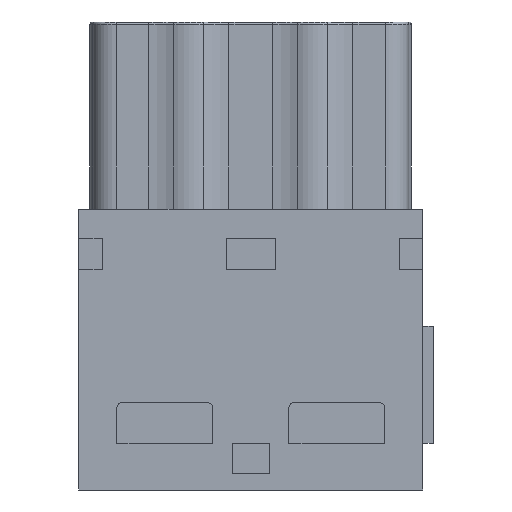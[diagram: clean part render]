
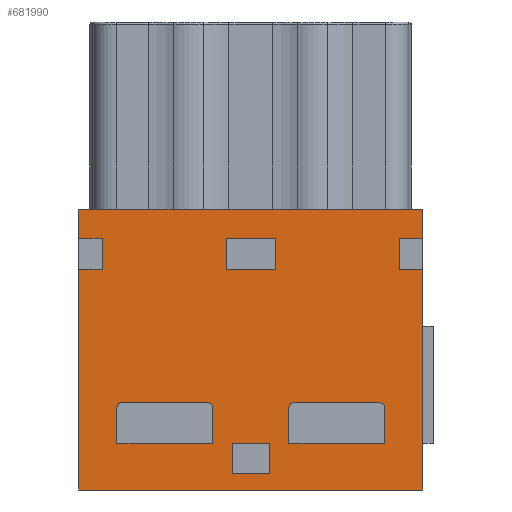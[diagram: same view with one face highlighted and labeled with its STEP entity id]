
A CAD part, front view. The second image highlights one B-rep face of the part: STEP entity #681990.
In plain terms, the highlighted face is planar.
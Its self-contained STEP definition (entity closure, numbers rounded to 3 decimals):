
#1240=CARTESIAN_POINT('',(52.288,27.057,-32.));
#1250=VERTEX_POINT('',#1240);
#1280=CARTESIAN_POINT('',(24.223,27.057,-32.));
#1290=DIRECTION('',(1.,0.,0.));
#1300=VECTOR('',#1290,1.);
#1310=LINE('',#1280,#1300);
#1320=CARTESIAN_POINT('',(45.088,27.057,-32.));
#1330=VERTEX_POINT('',#1320);
#1340=EDGE_CURVE('',#1330,#1250,#1310,.T.);
#1710=CARTESIAN_POINT('',(52.788,23.557,-32.));
#1720=VERTEX_POINT('',#1710);
#1750=CARTESIAN_POINT('',(52.788,61.457,-32.));
#1760=DIRECTION('',(0.,-1.,0.));
#1770=VECTOR('',#1760,1.);
#1780=LINE('',#1750,#1770);
#1790=CARTESIAN_POINT('',(52.788,26.557,-32.));
#1800=VERTEX_POINT('',#1790);
#1810=EDGE_CURVE('',#1800,#1720,#1780,.T.);
#3510=CARTESIAN_POINT('',(45.088,26.557,-32.));
#3520=DIRECTION('',(0.,0.,1.));
#3530=DIRECTION('',(0.,1.,0.));
#3540=AXIS2_PLACEMENT_3D('',#3510,#3520,#3530);
#3550=CIRCLE('',#3540,0.5);
#3560=CARTESIAN_POINT('',(44.588,26.557,-32.));
#3570=VERTEX_POINT('',#3560);
#3580=EDGE_CURVE('',#1330,#3570,#3550,.T.);
#4160=CARTESIAN_POINT('',(52.288,26.557,-32.));
#4170=DIRECTION('',(0.,0.,-1.));
#4180=DIRECTION('',(0.,-1.,0.));
#4190=AXIS2_PLACEMENT_3D('',#4160,#4170,#4180);
#4200=CIRCLE('',#4190,0.5);
#4210=EDGE_CURVE('',#1250,#1800,#4200,.T.);
#4610=CARTESIAN_POINT('',(54.048,41.057,-32.));
#4620=VERTEX_POINT('',#4610);
#4650=CARTESIAN_POINT('',(54.048,24.057,-32.));
#4660=DIRECTION('',(0.,1.,0.));
#4670=VECTOR('',#4660,1.);
#4680=LINE('',#4650,#4670);
#4690=CARTESIAN_POINT('',(54.048,38.407,-32.));
#4700=VERTEX_POINT('',#4690);
#4710=EDGE_CURVE('',#4700,#4620,#4680,.T.);
#7370=CARTESIAN_POINT('',(26.648,19.557,-32.));
#7380=VERTEX_POINT('',#7370);
#7410=CARTESIAN_POINT('',(26.648,41.057,-32.));
#7420=DIRECTION('',(0.,-1.,0.));
#7430=VECTOR('',#7420,1.);
#7440=LINE('',#7410,#7430);
#7450=CARTESIAN_POINT('',(26.648,38.407,-32.));
#7460=VERTEX_POINT('',#7450);
#7470=EDGE_CURVE('',#7460,#7380,#7440,.T.);
#7690=CARTESIAN_POINT('',(26.648,41.057,-32.));
#7700=VERTEX_POINT('',#7690);
#7730=CARTESIAN_POINT('',(26.648,43.557,-32.));
#7740=VERTEX_POINT('',#7730);
#7750=EDGE_CURVE('',#7740,#7700,#7440,.T.);
#12220=CARTESIAN_POINT('',(56.048,43.557,-32.));
#12230=VERTEX_POINT('',#12220);
#12260=CARTESIAN_POINT('',(56.048,41.057,-32.));
#12270=DIRECTION('',(0.,-1.,0.));
#12280=VECTOR('',#12270,1.);
#12290=LINE('',#12260,#12280);
#12300=CARTESIAN_POINT('',(56.048,41.057,-32.));
#12310=VERTEX_POINT('',#12300);
#12320=EDGE_CURVE('',#12230,#12310,#12290,.T.);
#12540=CARTESIAN_POINT('',(56.048,38.407,-32.));
#12550=VERTEX_POINT('',#12540);
#12580=CARTESIAN_POINT('',(56.048,19.557,-32.));
#12590=VERTEX_POINT('',#12580);
#12600=EDGE_CURVE('',#12550,#12590,#12290,.T.);
#15530=CARTESIAN_POINT('',(42.948,23.557,-32.));
#15540=VERTEX_POINT('',#15530);
#15570=CARTESIAN_POINT('',(40.644,23.557,-32.));
#15580=DIRECTION('',(1.,0.,0.));
#15590=VECTOR('',#15580,1.);
#15600=LINE('',#15570,#15590);
#15610=CARTESIAN_POINT('',(39.748,23.557,-32.));
#15620=VERTEX_POINT('',#15610);
#15630=EDGE_CURVE('',#15620,#15540,#15600,.T.);
#17200=CARTESIAN_POINT('',(38.088,61.457,-32.));
#17210=DIRECTION('',(0.,-1.,0.));
#17220=VECTOR('',#17210,1.);
#17230=LINE('',#17200,#17220);
#17240=CARTESIAN_POINT('',(38.088,26.557,-32.));
#17250=VERTEX_POINT('',#17240);
#17260=CARTESIAN_POINT('',(38.088,23.557,-32.));
#17270=VERTEX_POINT('',#17260);
#17280=EDGE_CURVE('',#17250,#17270,#17230,.T.);
#90990=CARTESIAN_POINT('',(40.644,38.407,-32.));
#91000=DIRECTION('',(-1.,-0.,0.));
#91010=VECTOR('',#91000,1.);
#91020=LINE('',#90990,#91010);
#91030=CARTESIAN_POINT('',(28.648,38.407,-32.));
#91040=VERTEX_POINT('',#91030);
#91050=EDGE_CURVE('',#91040,#7460,#91020,.T.);
#92990=CARTESIAN_POINT('',(28.648,24.057,-32.));
#93000=DIRECTION('',(0.,-1.,0.));
#93010=VECTOR('',#93000,1.);
#93020=LINE('',#92990,#93010);
#93030=CARTESIAN_POINT('',(28.648,41.057,-32.));
#93040=VERTEX_POINT('',#93030);
#93050=EDGE_CURVE('',#93040,#91040,#93020,.T.);
#105400=CARTESIAN_POINT('',(39.748,20.957,-32.));
#105410=VERTEX_POINT('',#105400);
#105440=CARTESIAN_POINT('',(40.644,20.957,-32.));
#105450=DIRECTION('',(-1.,-0.,0.));
#105460=VECTOR('',#105450,1.);
#105470=LINE('',#105440,#105460);
#105480=CARTESIAN_POINT('',(42.948,20.957,-32.));
#105490=VERTEX_POINT('',#105480);
#105500=EDGE_CURVE('',#105490,#105410,#105470,.T.);
#656340=CARTESIAN_POINT('',(30.388,27.057,-32.));
#656350=VERTEX_POINT('',#656340);
#656360=CARTESIAN_POINT('',(37.588,27.057,-32.));
#656370=VERTEX_POINT('',#656360);
#656380=EDGE_CURVE('',#656350,#656370,#1310,.T.);
#657650=CARTESIAN_POINT('',(44.588,61.457,-32.));
#657660=DIRECTION('',(0.,-1.,0.));
#657670=VECTOR('',#657660,1.);
#657680=LINE('',#657650,#657670);
#657690=CARTESIAN_POINT('',(44.588,23.557,-32.));
#657700=VERTEX_POINT('',#657690);
#657710=EDGE_CURVE('',#3570,#657700,#657680,.T.);
#660130=CARTESIAN_POINT('',(29.888,61.457,-32.));
#660140=DIRECTION('',(0.,-1.,0.));
#660150=VECTOR('',#660140,1.);
#660160=LINE('',#660130,#660150);
#660170=CARTESIAN_POINT('',(29.888,26.557,-32.));
#660180=VERTEX_POINT('',#660170);
#660190=CARTESIAN_POINT('',(29.888,23.557,-32.));
#660200=VERTEX_POINT('',#660190);
#660210=EDGE_CURVE('',#660180,#660200,#660160,.T.);
#666260=CARTESIAN_POINT('',(30.388,26.557,-32.));
#666270=DIRECTION('',(0.,0.,1.));
#666280=DIRECTION('',(0.,1.,0.));
#666290=AXIS2_PLACEMENT_3D('',#666260,#666270,#666280);
#666300=CIRCLE('',#666290,0.5);
#666310=EDGE_CURVE('',#656350,#660180,#666300,.T.);
#674910=CARTESIAN_POINT('',(43.448,38.407,-32.));
#674920=VERTEX_POINT('',#674910);
#674970=CARTESIAN_POINT('',(43.448,24.057,-32.));
#674980=DIRECTION('',(0.,-1.,0.));
#674990=VECTOR('',#674980,1.);
#675000=LINE('',#674970,#674990);
#675010=CARTESIAN_POINT('',(43.448,41.057,-32.));
#675020=VERTEX_POINT('',#675010);
#675030=EDGE_CURVE('',#675020,#674920,#675000,.T.);
#678830=CARTESIAN_POINT('',(39.248,38.407,-32.));
#678840=VERTEX_POINT('',#678830);
#678870=CARTESIAN_POINT('',(43.982,38.407,-32.));
#678880=DIRECTION('',(-1.,-0.,0.));
#678890=VECTOR('',#678880,1.);
#678900=LINE('',#678870,#678890);
#678910=EDGE_CURVE('',#674920,#678840,#678900,.T.);
#679560=CARTESIAN_POINT('',(39.248,41.057,-32.));
#679570=VERTEX_POINT('',#679560);
#679600=CARTESIAN_POINT('',(39.248,24.057,-32.));
#679610=DIRECTION('',(0.,1.,0.));
#679620=VECTOR('',#679610,1.);
#679630=LINE('',#679600,#679620);
#679640=EDGE_CURVE('',#678840,#679570,#679630,.T.);
#679840=CARTESIAN_POINT('',(37.588,26.557,-32.));
#679850=DIRECTION('',(0.,0.,-1.));
#679860=DIRECTION('',(0.,-1.,0.));
#679870=AXIS2_PLACEMENT_3D('',#679840,#679850,#679860);
#679880=CIRCLE('',#679870,0.5);
#679890=EDGE_CURVE('',#656370,#17250,#679880,.T.);
#680330=CARTESIAN_POINT('',(40.644,41.057,-32.));
#680340=DIRECTION('',(1.,0.,0.));
#680350=VECTOR('',#680340,1.);
#680360=LINE('',#680330,#680350);
#680370=EDGE_CURVE('',#679570,#675020,#680360,.T.);
#681110=CARTESIAN_POINT('',(56.048,23.557,-32.));
#681120=DIRECTION('',(-0.,0.,-1.));
#681130=DIRECTION('',(-1.,-0.,0.));
#681140=AXIS2_PLACEMENT_3D('',#681110,#681120,#681130);
#681150=PLANE('',#681140);
#681160=ORIENTED_EDGE('',*,*,#679640,.F.);
#681170=ORIENTED_EDGE('',*,*,#680370,.F.);
#681180=ORIENTED_EDGE('',*,*,#675030,.F.);
#681190=ORIENTED_EDGE('',*,*,#678910,.F.);
#681200=EDGE_LOOP('',(#681190,#681180,#681170,#681160));
#681210=FACE_BOUND('',#681200,.T.);
#681220=ORIENTED_EDGE('',*,*,#660210,.T.);
#681230=ORIENTED_EDGE('',*,*,#666310,.T.);
#681240=ORIENTED_EDGE('',*,*,#656380,.F.);
#681250=ORIENTED_EDGE('',*,*,#679890,.F.);
#681260=ORIENTED_EDGE('',*,*,#17280,.F.);
#681270=CARTESIAN_POINT('',(40.644,23.557,-32.));
#681280=DIRECTION('',(1.,0.,0.));
#681290=VECTOR('',#681280,1.);
#681300=LINE('',#681270,#681290);
#681310=EDGE_CURVE('',#660200,#17270,#681300,.T.);
#681320=ORIENTED_EDGE('',*,*,#681310,.T.);
#681330=EDGE_LOOP('',(#681320,#681260,#681250,#681240,#681230,#681220));
#681340=FACE_BOUND('',#681330,.T.);
#681350=CARTESIAN_POINT('',(42.948,24.057,-32.));
#681360=DIRECTION('',(0.,-1.,0.));
#681370=VECTOR('',#681360,1.);
#681380=LINE('',#681350,#681370);
#681390=EDGE_CURVE('',#15540,#105490,#681380,.T.);
#681400=ORIENTED_EDGE('',*,*,#681390,.F.);
#681410=ORIENTED_EDGE('',*,*,#105500,.F.);
#681420=CARTESIAN_POINT('',(39.748,24.057,-32.));
#681430=DIRECTION('',(0.,1.,0.));
#681440=VECTOR('',#681430,1.);
#681450=LINE('',#681420,#681440);
#681460=EDGE_CURVE('',#105410,#15620,#681450,.T.);
#681470=ORIENTED_EDGE('',*,*,#681460,.F.);
#681480=ORIENTED_EDGE('',*,*,#15630,.F.);
#681490=EDGE_LOOP('',(#681480,#681470,#681410,#681400));
#681500=FACE_BOUND('',#681490,.T.);
#681510=ORIENTED_EDGE('',*,*,#657710,.T.);
#681520=ORIENTED_EDGE('',*,*,#3580,.T.);
#681530=ORIENTED_EDGE('',*,*,#1340,.F.);
#681540=ORIENTED_EDGE('',*,*,#4210,.F.);
#681550=ORIENTED_EDGE('',*,*,#1810,.F.);
#681560=EDGE_CURVE('',#657700,#1720,#681300,.T.);
#681570=ORIENTED_EDGE('',*,*,#681560,.T.);
#681580=EDGE_LOOP('',(#681570,#681550,#681540,#681530,#681520,#681510));
#681590=FACE_BOUND('',#681580,.T.);
#681600=CARTESIAN_POINT('',(56.048,19.557,-32.));
#681610=DIRECTION('',(-1.,-0.,0.));
#681620=VECTOR('',#681610,1.);
#681630=LINE('',#681600,#681620);
#681640=EDGE_CURVE('',#12590,#7380,#681630,.T.);
#681650=ORIENTED_EDGE('',*,*,#681640,.T.);
#681660=ORIENTED_EDGE('',*,*,#12600,.T.);
#681670=CARTESIAN_POINT('',(40.644,38.407,-32.));
#681680=DIRECTION('',(-1.,-0.,0.));
#681690=VECTOR('',#681680,1.);
#681700=LINE('',#681670,#681690);
#681710=EDGE_CURVE('',#12550,#4700,#681700,.T.);
#681720=ORIENTED_EDGE('',*,*,#681710,.F.);
#681730=ORIENTED_EDGE('',*,*,#4710,.F.);
#681740=CARTESIAN_POINT('',(40.644,41.057,-32.));
#681750=DIRECTION('',(1.,0.,0.));
#681760=VECTOR('',#681750,1.);
#681770=LINE('',#681740,#681760);
#681780=EDGE_CURVE('',#4620,#12310,#681770,.T.);
#681790=ORIENTED_EDGE('',*,*,#681780,.F.);
#681800=ORIENTED_EDGE('',*,*,#12320,.T.);
#681810=CARTESIAN_POINT('',(40.644,43.557,-32.));
#681820=DIRECTION('',(1.,0.,0.));
#681830=VECTOR('',#681820,1.);
#681840=LINE('',#681810,#681830);
#681850=EDGE_CURVE('',#7740,#12230,#681840,.T.);
#681860=ORIENTED_EDGE('',*,*,#681850,.T.);
#681870=ORIENTED_EDGE('',*,*,#7750,.F.);
#681880=CARTESIAN_POINT('',(40.644,41.057,-32.));
#681890=DIRECTION('',(1.,0.,0.));
#681900=VECTOR('',#681890,1.);
#681910=LINE('',#681880,#681900);
#681920=EDGE_CURVE('',#7700,#93040,#681910,.T.);
#681930=ORIENTED_EDGE('',*,*,#681920,.F.);
#681940=ORIENTED_EDGE('',*,*,#93050,.F.);
#681950=ORIENTED_EDGE('',*,*,#91050,.F.);
#681960=ORIENTED_EDGE('',*,*,#7470,.F.);
#681970=EDGE_LOOP('',(#681960,#681950,#681940,#681930,#681870,#681860,
#681800,#681790,#681730,#681720,#681660,#681650));
#681980=FACE_OUTER_BOUND('',#681970,.T.);
#681990=ADVANCED_FACE('',(#681210,#681340,#681500,#681590,#681980),
#681150,.T.);
